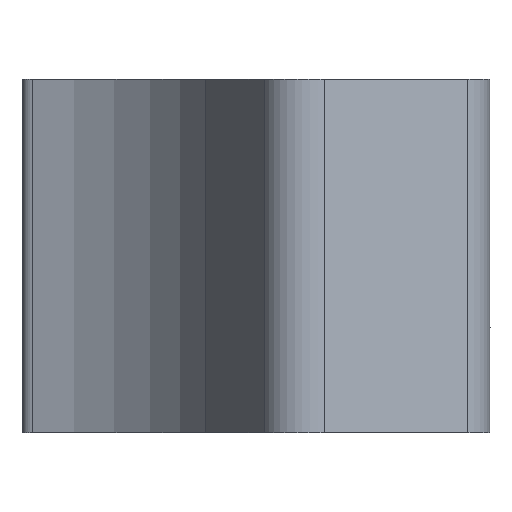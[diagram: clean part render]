
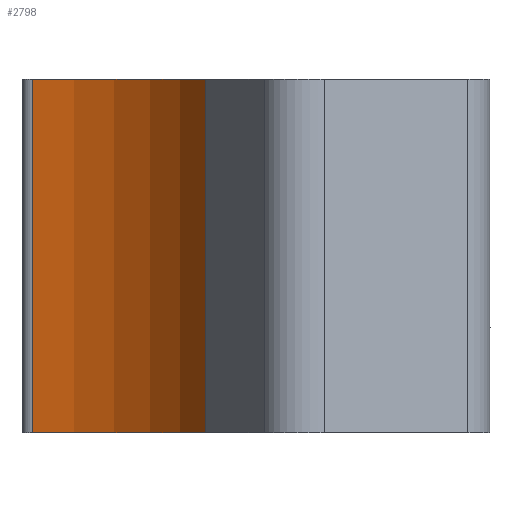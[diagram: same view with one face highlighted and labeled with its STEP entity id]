
A CAD part, left-side view. The second image highlights one B-rep face of the part: STEP entity #2798.
In plain terms, the highlighted cylindrical face has radius 20 mm (diameter 40 mm), a partial arc.
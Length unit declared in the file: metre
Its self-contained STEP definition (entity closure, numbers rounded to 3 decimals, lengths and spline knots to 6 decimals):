
#195=CIRCLE('',#2976,0.02);
#196=CIRCLE('',#2977,0.02);
#246=CYLINDRICAL_SURFACE('',#2975,0.02);
#763=ORIENTED_EDGE('',*,*,#1396,.T.);
#764=ORIENTED_EDGE('',*,*,#1294,.T.);
#765=ORIENTED_EDGE('',*,*,#1397,.F.);
#766=ORIENTED_EDGE('',*,*,#1398,.T.);
#1294=EDGE_CURVE('',#1630,#1628,#1881,.T.);
#1396=EDGE_CURVE('',#1710,#1630,#195,.T.);
#1397=EDGE_CURVE('',#1711,#1628,#196,.T.);
#1398=EDGE_CURVE('',#1711,#1710,#1940,.T.);
#1628=VERTEX_POINT('',#6868);
#1630=VERTEX_POINT('',#6871);
#1710=VERTEX_POINT('',#7084);
#1711=VERTEX_POINT('',#7086);
#1881=LINE('',#6870,#2108);
#1940=LINE('',#7087,#2167);
#2108=VECTOR('',#3283,1.);
#2167=VECTOR('',#3494,1.);
#2325=EDGE_LOOP('',(#763,#764,#765,#766));
#2535=FACE_BOUND('',#2325,.T.);
#2798=ADVANCED_FACE('',(#2535),#246,.F.);
#2975=AXIS2_PLACEMENT_3D('',#7082,#3488,#3489);
#2976=AXIS2_PLACEMENT_3D('',#7083,#3490,#3491);
#2977=AXIS2_PLACEMENT_3D('',#7085,#3492,#3493);
#3283=DIRECTION('',(0.,0.,-1.));
#3488=DIRECTION('',(0.,0.,1.));
#3489=DIRECTION('',(1.,0.,0.));
#3490=DIRECTION('',(0.,0.,1.));
#3491=DIRECTION('',(-1.,0.,0.));
#3492=DIRECTION('',(0.,0.,1.));
#3493=DIRECTION('',(-1.,0.,0.));
#3494=DIRECTION('',(0.,0.,1.));
#6868=CARTESIAN_POINT('',(-0.017678,0.00868,-0.0338));
#6870=CARTESIAN_POINT('',(-0.017678,0.00868,-0.0338));
#6871=CARTESIAN_POINT('',(-0.017678,0.00868,-0.0058));
#7082=CARTESIAN_POINT('',(-0.03735,0.012287,-0.0338));
#7083=CARTESIAN_POINT('',(-0.03735,0.012287,-0.0058));
#7084=CARTESIAN_POINT('',(-0.02735,-0.005033,-0.0058));
#7085=CARTESIAN_POINT('',(-0.03735,0.012287,-0.0338));
#7086=CARTESIAN_POINT('',(-0.02735,-0.005033,-0.0338));
#7087=CARTESIAN_POINT('',(-0.02735,-0.005033,-0.0338));
